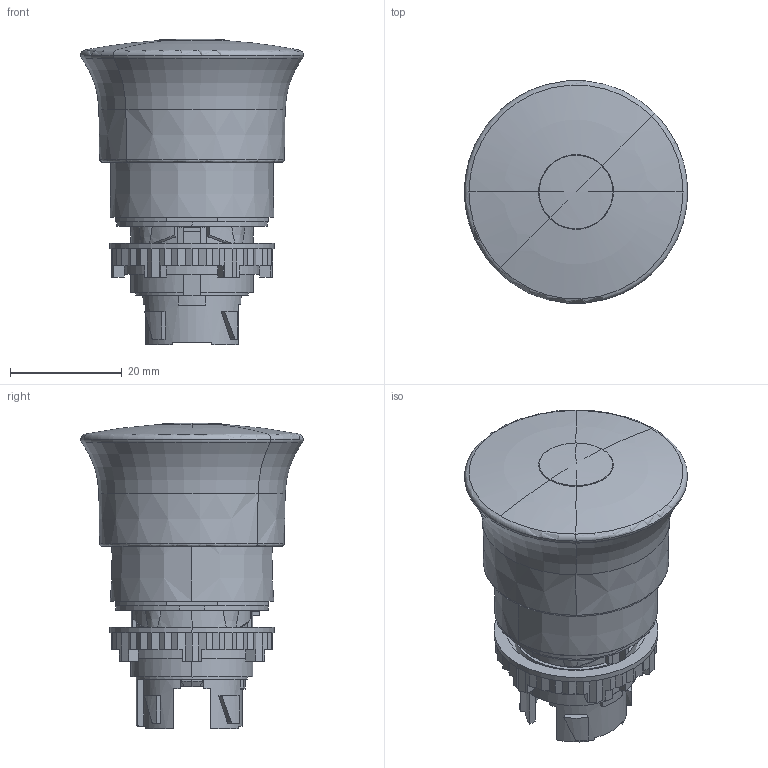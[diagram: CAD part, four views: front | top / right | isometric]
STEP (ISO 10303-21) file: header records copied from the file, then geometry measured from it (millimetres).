
FILE_DESCRIPTION(('STEP AP214'),'1');
FILE_NAME('L22DD01.stp','2009-02-12T12:29:01',(' '),('Legrand SA'),'XStep 1.0','TRANSCAD',' ');
FILE_SCHEMA(('automotive_design'));
Length unit declared in the file: millimetre
Products named in the file (7): Part1|Corps principal ( *SOL2 - wsp *MASTER -  )|Solide.1 (  de JELE 9718 : issu de *SOL2 - wsp *MASTER -  ) ( Brep de *SOL2 ); Part1|Corps de pièce.2 ( *SOL3 - wsp *MASTER -  -Non Smart-  )|Solide.2 (  de JELE 10268 : issu de *SOL3 - wsp *MASTER -  ) ( Brep de *SOL3 ); Part1|Corps de pièce.3 ( *SOL4 - wsp *MASTER -  )|Solide.3 (  de JELE 15070 : issu de *SOL4 - wsp *MASTER -  ) ( Brep de *SOL4 ); Part1|Corps de pièce.4 ( *SOL5 - wsp *MASTER -  )|Solide.4 (  de JELE 19667 : issu de *SOL5 - wsp *MASTER -  ) ( Brep de *SOL5 ); Part1|Corps de pièce.5 ( *SOL6 - wsp *MASTER -  -Non Smart-  )|Solide.5 (  de JELE 21137 : issu de *SOL6 - wsp *MASTER -  ) ( Brep de *SOL6 ); Part1|Corps de pièce.6 ( *SOL7 - wsp *MASTER -  -Non Smart-  )|Solide.6 (  de JELE 23322 : issu de *SOL7 - wsp *MASTER -  ) ( Brep de *SOL7 ); Part1|Corps de pièce.7 ( *SOL8 - wsp *MASTER -  )|Solide.7 (  de JELE 27881 : issu de *SOL8 - wsp *MASTER -  ) ( Brep de *SOL8 )
Bounding box: 39.97 x 39.85 x 54.87 mm (x, y, z)
Volume: 20814.8 mm3; surface area: 26310.9 mm2
Topology: 8 solids, 8 shells, 934 faces, 2635 edges, 1701 vertices
Faces by surface type: plane 422, cylinder 231, bspline 159, cone 94, torus 14, sphere 14
Entity records: 44232 total; most frequent: CARTESIAN_POINT 13242, ORIENTED_EDGE 5238, DIRECTION 4106, EDGE_CURVE 2619, VERTEX_POINT 1699, AXIS2_PLACEMENT_3D 1474, LINE 1158, VECTOR 1158
